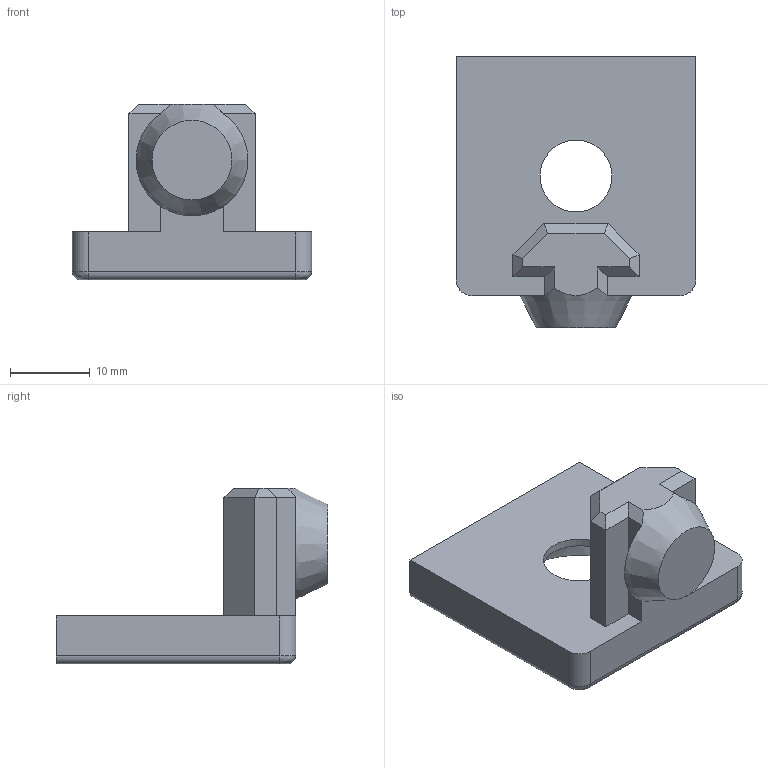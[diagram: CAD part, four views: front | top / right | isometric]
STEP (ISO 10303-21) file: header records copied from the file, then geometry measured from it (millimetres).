
FILE_DESCRIPTION(/* description */ (''),/* implementation_level */ '2;1');
FILE_NAME(/* name */ 'lid_interface.step',/* time_stamp */ '2022-06-24T11:50:45+01:00',/* author */ (''),/* organization */ (''),/* preprocessor_version */ 'ST-DEVELOPER v19',/* originating_system */ 'Autodesk Translation Framework v11.7.0.108',/* authorisation */ '');
FILE_SCHEMA (('AUTOMOTIVE_DESIGN { 1 0 10303 214 3 1 1 }'));
Length unit declared in the file: millimetre
Products named in the file (1): lid_interface
Bounding box: 30 x 34 x 22 mm (x, y, z)
Volume: 6662.8 mm3; surface area: 3345.6 mm2
Topology: 1 solids, 1 shells, 38 faces, 94 edges, 58 vertices
Faces by surface type: plane 28, cylinder 6, bspline 2, cone 2
Full cylindrical faces by diameter (mm): 9 x1
Entity records: 1148 total; most frequent: CARTESIAN_POINT 215, ORIENTED_EDGE 188, DIRECTION 185, EDGE_CURVE 94, LINE 69, VECTOR 69, VERTEX_POINT 58, AXIS2_PLACEMENT_3D 58
